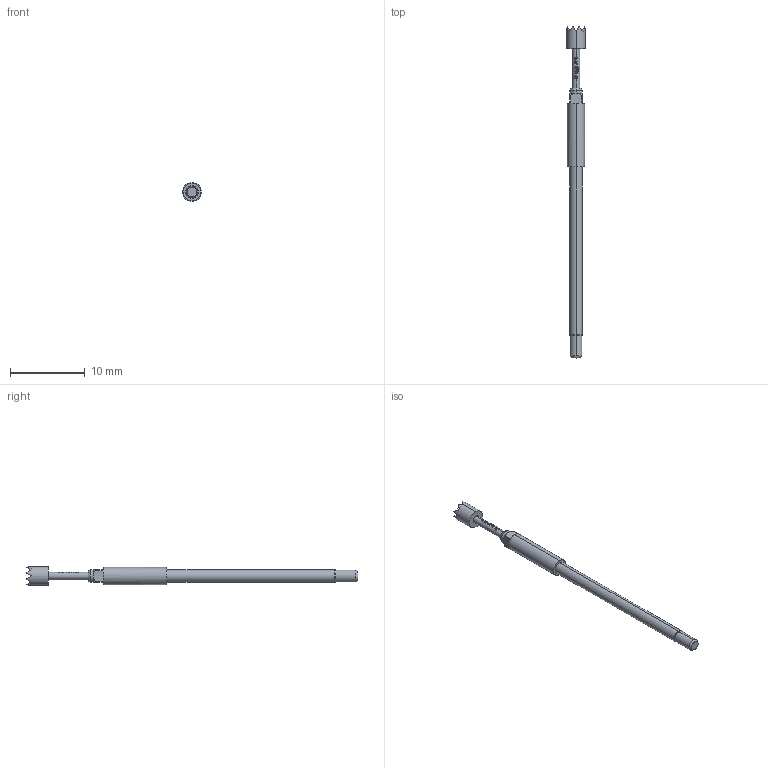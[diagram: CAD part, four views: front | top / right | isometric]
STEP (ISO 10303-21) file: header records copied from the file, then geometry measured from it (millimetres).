
FILE_DESCRIPTION (( 'STEP AP203' ), '1' );
FILE_NAME ('INGUN_GKS-112_306_250_X_xx10_M_0.STEP', '2018-03-20T11:10:13', ( '' ), ( '' ), 'SwSTEP 2.0', 'SolidWorks 2016', '' );
FILE_SCHEMA (( 'CONFIG_CONTROL_DESIGN' ));
Length unit declared in the file: millimetre
Products named in the file (2): INGUN_GKS-112_306_250_X_xx10_M_0
Bounding box: 2.5 x 44.3 x 2.5 mm (x, y, z)
Volume: 111.1 mm3; surface area: 262.1 mm2
Topology: 1 solids, 1 shells, 163 faces, 406 edges, 249 vertices
Faces by surface type: plane 100, cylinder 31, bspline 22, cone 8, torus 2
Entity records: 5223 total; most frequent: CARTESIAN_POINT 1464, ORIENTED_EDGE 812, DIRECTION 680, EDGE_CURVE 406, AXIS2_PLACEMENT_3D 257, VERTEX_POINT 249, EDGE_LOOP 167, LINE 166
